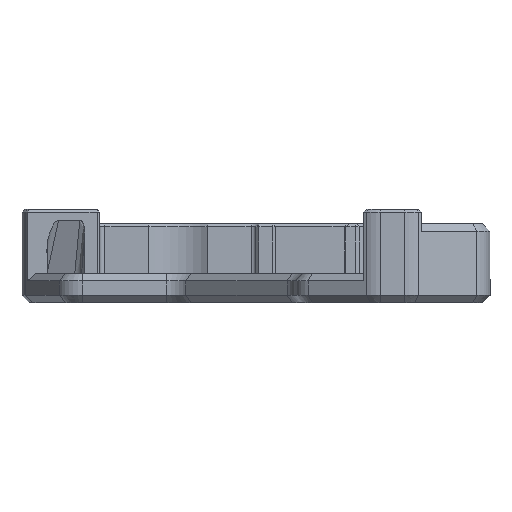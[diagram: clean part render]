
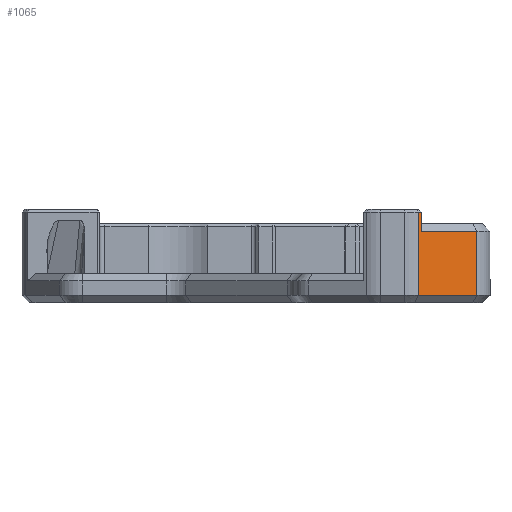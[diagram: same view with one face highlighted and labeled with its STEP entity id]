
A CAD part, front view. The second image highlights one B-rep face of the part: STEP entity #1065.
In plain terms, the highlighted planar face has unit normal (0.5, -0.866, 0).
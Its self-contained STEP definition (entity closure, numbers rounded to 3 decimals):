
#234 = CARTESIAN_POINT ( 'NONE',  ( 30.625, -34.175, 0.75 ) ) ;
#527 = CARTESIAN_POINT ( 'NONE',  ( 24.629, -37.637, 0.74 ) ) ;
#555 = ORIENTED_EDGE ( 'NONE', *, *, #11943, .T. ) ;
#1009 = CARTESIAN_POINT ( 'NONE',  ( 24.95, -37.452, 5.025 ) ) ;
#1023 = CARTESIAN_POINT ( 'NONE',  ( 24.95, -37.452, 9.3 ) ) ;
#1065 = ADVANCED_FACE ( 'NONE', ( #6182 ), #14994, .T. ) ;
#1662 = LINE ( 'NONE', #11908, #11448 ) ;
#2106 = VERTEX_POINT ( 'NONE', #1023 ) ;
#2859 = VECTOR ( 'NONE', #8237, 1000. ) ;
#3275 = LINE ( 'NONE', #14960, #3717 ) ;
#3717 = VECTOR ( 'NONE', #13527, 1000. ) ;
#3780 = EDGE_CURVE ( 'NONE', #13576, #9825, #3275, .T. ) ;
#4317 = CARTESIAN_POINT ( 'NONE',  ( 27.632, -35.903, 7.35 ) ) ;
#6182 = FACE_OUTER_BOUND ( 'NONE', #17508, .T. ) ;
#6307 = CARTESIAN_POINT ( 'NONE',  ( 24.638, -37.632, 9.3 ) ) ;
#6369 = DIRECTION ( 'NONE',  ( 0.5, -0.866, 0. ) ) ;
#7017 = DIRECTION ( 'NONE',  ( -0.866, -0.5, 0. ) ) ;
#7154 = VERTEX_POINT ( 'NONE', #18901 ) ;
#7239 = EDGE_CURVE ( 'NONE', #8247, #17169, #1662, .T. ) ;
#7506 = DIRECTION ( 'NONE',  ( 0., 0., -1. ) ) ;
#8237 = DIRECTION ( 'NONE',  ( -0.866, -0.5, 0. ) ) ;
#8247 = VERTEX_POINT ( 'NONE', #6307 ) ;
#8275 = LINE ( 'NONE', #1009, #18663 ) ;
#8437 = ORIENTED_EDGE ( 'NONE', *, *, #7239, .T. ) ;
#8611 = ORIENTED_EDGE ( 'NONE', *, *, #3780, .T. ) ;
#9825 = VERTEX_POINT ( 'NONE', #10783 ) ;
#9969 = EDGE_CURVE ( 'NONE', #7154, #2106, #8275, .T. ) ;
#10040 = ORIENTED_EDGE ( 'NONE', *, *, #11589, .T. ) ;
#10173 = CARTESIAN_POINT ( 'NONE',  ( 27.632, -35.903, 9.3 ) ) ;
#10783 = CARTESIAN_POINT ( 'NONE',  ( 30.625, -34.175, 7.35 ) ) ;
#10881 = DIRECTION ( 'NONE',  ( 0., 0., 1. ) ) ;
#10930 = CARTESIAN_POINT ( 'NONE',  ( 30.625, -34.175, 0.75 ) ) ;
#11353 = CARTESIAN_POINT ( 'NONE',  ( 24.638, -37.632, 0.75 ) ) ;
#11448 = VECTOR ( 'NONE', #7506, 1000. ) ;
#11589 = EDGE_CURVE ( 'NONE', #2106, #8247, #11614, .T. ) ;
#11614 = LINE ( 'NONE', #10173, #17534 ) ;
#11799 = EDGE_CURVE ( 'NONE', #13576, #17169, #15323, .T. ) ;
#11908 = CARTESIAN_POINT ( 'NONE',  ( 24.638, -37.632, 5.025 ) ) ;
#11943 = EDGE_CURVE ( 'NONE', #9825, #7154, #15612, .T. ) ;
#12902 = ORIENTED_EDGE ( 'NONE', *, *, #11799, .F. ) ;
#13527 = DIRECTION ( 'NONE',  ( 0., 0., 1. ) ) ;
#13576 = VERTEX_POINT ( 'NONE', #234 ) ;
#13588 = VECTOR ( 'NONE', #17241, 1000. ) ;
#14897 = DIRECTION ( 'NONE',  ( 0.866, 0.5, 0. ) ) ;
#14960 = CARTESIAN_POINT ( 'NONE',  ( 30.625, -34.175, 5.025 ) ) ;
#14994 = PLANE ( 'NONE',  #17088 ) ;
#15323 = LINE ( 'NONE', #10930, #2859 ) ;
#15612 = LINE ( 'NONE', #4317, #13588 ) ;
#15825 = ORIENTED_EDGE ( 'NONE', *, *, #9969, .T. ) ;
#17088 = AXIS2_PLACEMENT_3D ( 'NONE', #527, #6369, #14897 ) ;
#17169 = VERTEX_POINT ( 'NONE', #11353 ) ;
#17241 = DIRECTION ( 'NONE',  ( -0.866, -0.5, 0. ) ) ;
#17508 = EDGE_LOOP ( 'NONE', ( #555, #15825, #10040, #8437, #12902, #8611 ) ) ;
#17534 = VECTOR ( 'NONE', #7017, 1000. ) ;
#18663 = VECTOR ( 'NONE', #10881, 1000. ) ;
#18901 = CARTESIAN_POINT ( 'NONE',  ( 24.95, -37.452, 7.35 ) ) ;
